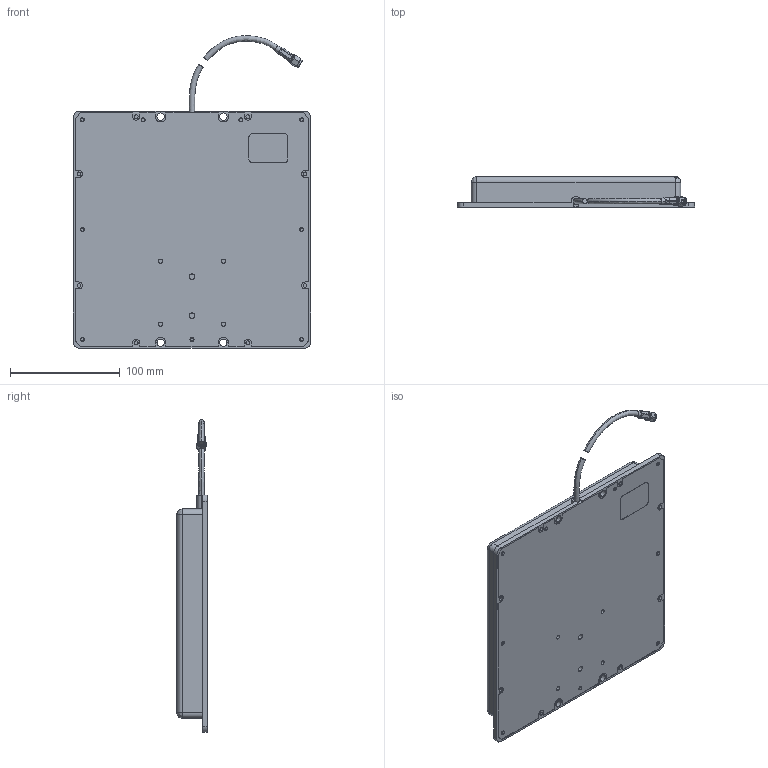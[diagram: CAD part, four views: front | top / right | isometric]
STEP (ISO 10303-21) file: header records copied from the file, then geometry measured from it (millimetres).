
FILE_DESCRIPTION (( 'STEP AP214' ), '1' );
FILE_NAME ('FM51FP1005-2_3D.step', '2022-12-30T17:51:09', ( '' ), ( '' ), 'SwSTEP 2.0', 'SolidWorks 2022', '' );
FILE_SCHEMA (( 'AUTOMOTIVE_DESIGN' ));
Length unit declared in the file: inch
Products named in the file (6): XF117-1021100^FM51FP1005-2; XF072-1001110^FM51FP1005-2; ARSP-1700^FM51FP1005-2; HEATSH-HEX_stepd_195White^FM51FP1005-2; 195_CABLE CUT^FM51FP1005-2; FM51FP1005-2_3D
Assembly tree (5 placements, depth 2):
  FM51FP1005-2_3D
    XF117-1021100^FM51FP1005-2
    XF072-1001110^FM51FP1005-2
    195_CABLE CUT^FM51FP1005-2
    HEATSH-HEX_stepd_195White^FM51FP1005-2
    ARSP-1700^FM51FP1005-2
Bounding box: 215.9 x 27.81 x 284.43 mm (x, y, z)
Volume: 243002.7 mm3; surface area: 232268.3 mm2
Topology: 6 solids, 6 shells, 580 faces, 1396 edges, 878 vertices
Faces by surface type: cylinder 235, plane 219, cone 76, torus 30, sphere 11, bspline 9
Entity records: 25729 total; most frequent: CARTESIAN_POINT 4190, DIRECTION 3083, ORIENTED_EDGE 2766, EDGE_CURVE 1383, AXIS2_PLACEMENT_3D 1185, VERTEX_POINT 876, LINE 713, VECTOR 713
